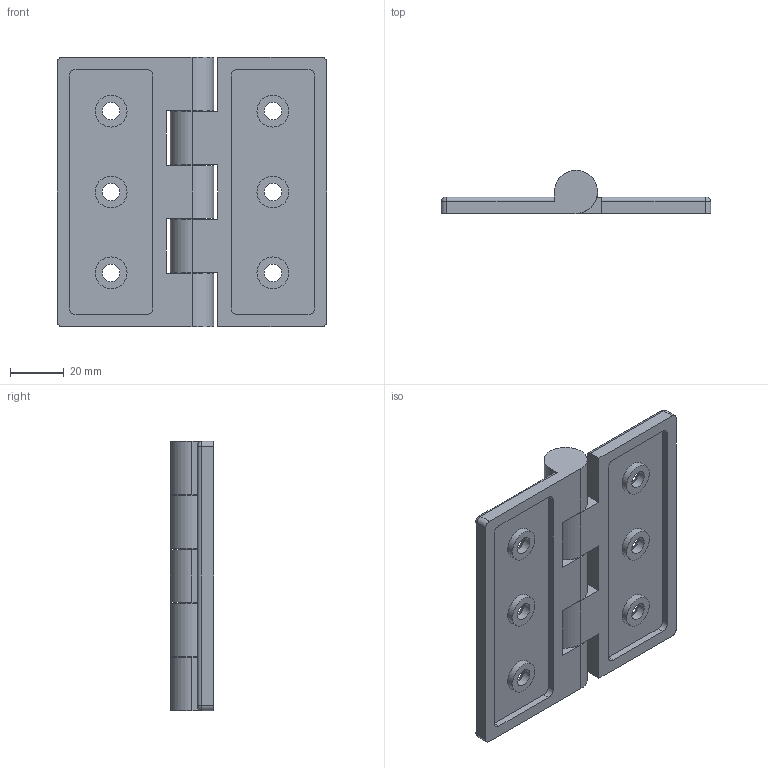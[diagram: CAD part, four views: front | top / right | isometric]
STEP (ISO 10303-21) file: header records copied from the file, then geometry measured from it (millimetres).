
FILE_DESCRIPTION(/* description */ (''),/* implementation_level */ '2;1');
FILE_NAME(/* name */ 'HS100100.stp',/* time_stamp */ '2025-07-02T10:33:57+09:00',/* author */ ('user'),/* organization */ (''),/* preprocessor_version */ 'ST-DEVELOPER v15.6',/* originating_system */ 'Autodesk Inventor 2015',/* authorisation */ '');
FILE_SCHEMA (('AUTOMOTIVE_DESIGN { 1 0 10303 214 3 1 1 }'));
Length unit declared in the file: millimetre
Products named in the file (4): 날개_100100_좌; 날개_100100_우; 핀; HS100100
Bounding box: 100 x 16 x 100 mm (x, y, z)
Volume: 55982.6 mm3; surface area: 32550 mm2
Topology: 3 solids, 3 shells, 99 faces, 235 edges, 152 vertices
Faces by surface type: plane 48, cylinder 41, cone 6, bspline 4
Full cylindrical faces by diameter (mm): 6.5 x6, 8 x1, 8.2 x5, 11.8 x6
Entity records: 2908 total; most frequent: DIRECTION 507, CARTESIAN_POINT 501, ORIENTED_EDGE 422, EDGE_CURVE 211, AXIS2_PLACEMENT_3D 194, VERTEX_POINT 152, EDGE_LOOP 151, LINE 119
